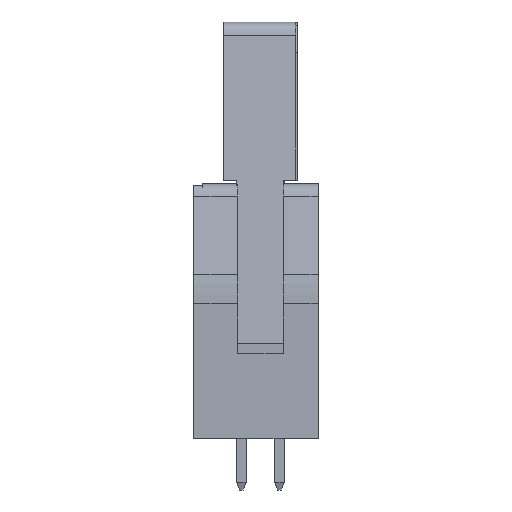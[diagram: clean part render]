
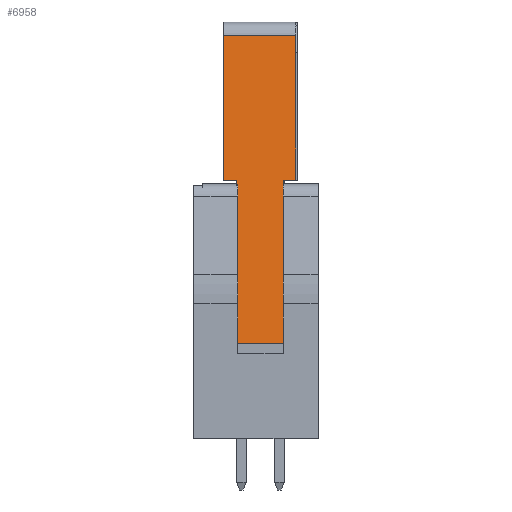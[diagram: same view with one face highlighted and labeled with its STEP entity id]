
A CAD part, left-side view. The second image highlights one B-rep face of the part: STEP entity #6958.
In plain terms, the highlighted face is planar.
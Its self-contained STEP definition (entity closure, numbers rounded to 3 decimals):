
#1936=ORIENTED_EDGE('',*,*,#3053,.T.);
#1937=ORIENTED_EDGE('',*,*,#3054,.F.);
#1938=ORIENTED_EDGE('',*,*,#3055,.T.);
#1939=ORIENTED_EDGE('',*,*,#3056,.T.);
#1940=ORIENTED_EDGE('',*,*,#3057,.F.);
#1941=ORIENTED_EDGE('',*,*,#3058,.F.);
#1942=ORIENTED_EDGE('',*,*,#3059,.T.);
#1943=ORIENTED_EDGE('',*,*,#3060,.F.);
#3053=EDGE_CURVE('',#3752,#3753,#4637,.T.);
#3054=EDGE_CURVE('',#3754,#3753,#4638,.T.);
#3055=EDGE_CURVE('',#3754,#3755,#4639,.F.);
#3056=EDGE_CURVE('',#3755,#3756,#4640,.T.);
#3057=EDGE_CURVE('',#3757,#3756,#4641,.T.);
#3058=EDGE_CURVE('',#3758,#3757,#4642,.T.);
#3059=EDGE_CURVE('',#3758,#3759,#4643,.T.);
#3060=EDGE_CURVE('',#3752,#3759,#4644,.T.);
#3752=VERTEX_POINT('',#10898);
#3753=VERTEX_POINT('',#10899);
#3754=VERTEX_POINT('',#10901);
#3755=VERTEX_POINT('',#10903);
#3756=VERTEX_POINT('',#10905);
#3757=VERTEX_POINT('',#10907);
#3758=VERTEX_POINT('',#10909);
#3759=VERTEX_POINT('',#10911);
#4637=LINE('',#10897,#5551);
#4638=LINE('',#10900,#5552);
#4639=LINE('',#10902,#5553);
#4640=LINE('',#10904,#5554);
#4641=LINE('',#10906,#5555);
#4642=LINE('',#10908,#5556);
#4643=LINE('',#10910,#5557);
#4644=LINE('',#10912,#5558);
#5551=VECTOR('',#8896,1000.);
#5552=VECTOR('',#8897,1000.);
#5553=VECTOR('',#8898,1000.);
#5554=VECTOR('',#8899,1000.);
#5555=VECTOR('',#8900,1000.);
#5556=VECTOR('',#8901,1000.);
#5557=VECTOR('',#8902,1000.);
#5558=VECTOR('',#8903,1000.);
#5968=EDGE_LOOP('',(#1936,#1937,#1938,#1939,#1940,#1941,#1942,#1943));
#6342=FACE_BOUND('',#5968,.T.);
#6650=PLANE('',#7365);
#6958=ADVANCED_FACE('',(#6342),#6650,.T.);
#7365=AXIS2_PLACEMENT_3D('',#10896,#8894,#8895);
#8894=DIRECTION('',(0.993,0.,0.117));
#8895=DIRECTION('',(0.117,0.,-0.993));
#8896=DIRECTION('',(0.,1.,0.));
#8897=DIRECTION('',(0.117,0.,-0.993));
#8898=DIRECTION('',(0.,1.,0.));
#8899=DIRECTION('',(0.117,0.,-0.993));
#8900=DIRECTION('',(0.,-1.,0.));
#8901=DIRECTION('',(-0.117,0.,0.993));
#8902=DIRECTION('',(0.,1.,0.));
#8903=DIRECTION('',(0.117,0.,-0.993));
#10896=CARTESIAN_POINT('',(2.,-2.4,14.274));
#10897=CARTESIAN_POINT('',(3.364,1.57,2.738));
#10898=CARTESIAN_POINT('',(3.364,1.57,2.738));
#10899=CARTESIAN_POINT('',(3.364,2.4,2.738));
#10900=CARTESIAN_POINT('',(2.,2.4,14.274));
#10901=CARTESIAN_POINT('',(2.221,2.4,12.403));
#10902=CARTESIAN_POINT('',(2.221,-2.4,12.403));
#10903=CARTESIAN_POINT('',(2.221,-2.4,12.403));
#10904=CARTESIAN_POINT('',(2.,-2.4,14.274));
#10905=CARTESIAN_POINT('',(3.364,-2.4,2.738));
#10906=CARTESIAN_POINT('',(3.364,-1.57,2.738));
#10907=CARTESIAN_POINT('',(3.364,-1.57,2.738));
#10908=CARTESIAN_POINT('',(3.364,-1.57,2.738));
#10909=CARTESIAN_POINT('',(4.65,-1.57,-8.145));
#10910=CARTESIAN_POINT('',(4.65,-2.4,-8.145));
#10911=CARTESIAN_POINT('',(4.65,1.57,-8.145));
#10912=CARTESIAN_POINT('',(3.364,1.57,2.738));
